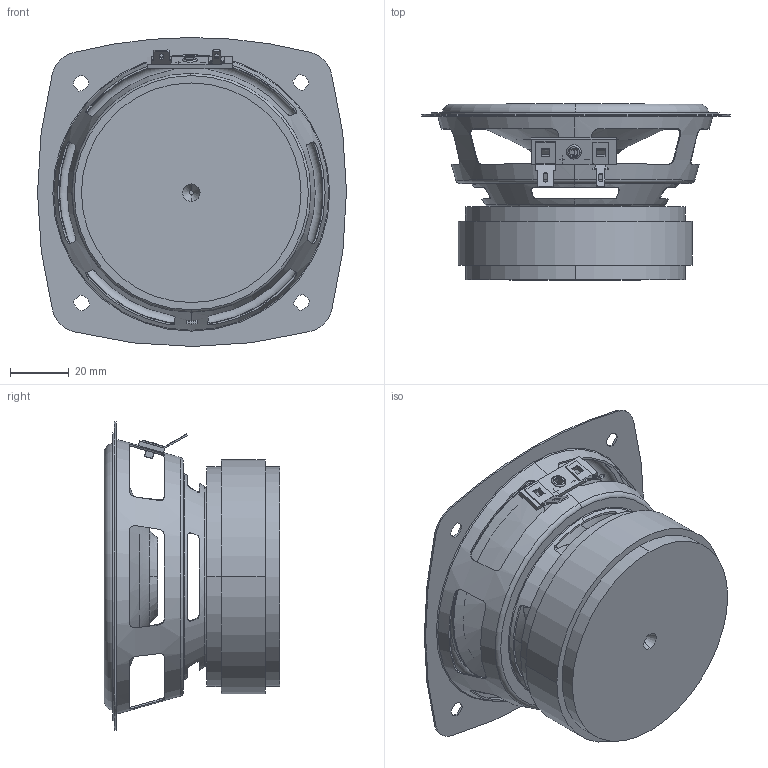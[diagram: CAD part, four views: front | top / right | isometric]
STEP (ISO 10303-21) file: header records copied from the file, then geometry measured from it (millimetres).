
FILE_DESCRIPTION (( 'STEP AP214' ), '1' );
FILE_NAME ('322 3D.STEP', '2023-04-23T09:29:26', ( '' ), ( '' ), 'SwSTEP 2.0', 'SolidWorks 2020', '' );
FILE_SCHEMA (( 'AUTOMOTIVE_DESIGN' ));
Length unit declared in the file: millimetre
Products named in the file (8): 322 3D; 155-107 dust cap.STEP; Top Plate.STEP; Basket.STEP; surround cone.STEP; T yoke.STEP; 047-102 terminal.STEP; Magent.STEP
Assembly tree (7 placements, depth 2):
  322 3D
    T yoke.STEP
    Magent.STEP
    Top Plate.STEP
    Basket.STEP
    surround cone.STEP
    047-102 terminal.STEP
    155-107 dust cap.STEP
Bounding box: 105.5 x 59.99 x 105.5 mm (x, y, z)
Volume: 125908.7 mm3; surface area: 81143.1 mm2
Topology: 13 solids, 13 shells, 362 faces, 969 edges, 628 vertices
Faces by surface type: plane 175, cylinder 123, torus 32, cone 28, bspline 4
Entity records: 13749 total; most frequent: CARTESIAN_POINT 4219, ORIENTED_EDGE 1930, DIRECTION 1861, EDGE_CURVE 965, AXIS2_PLACEMENT_3D 684, VERTEX_POINT 628, VECTOR 493, LINE 493
